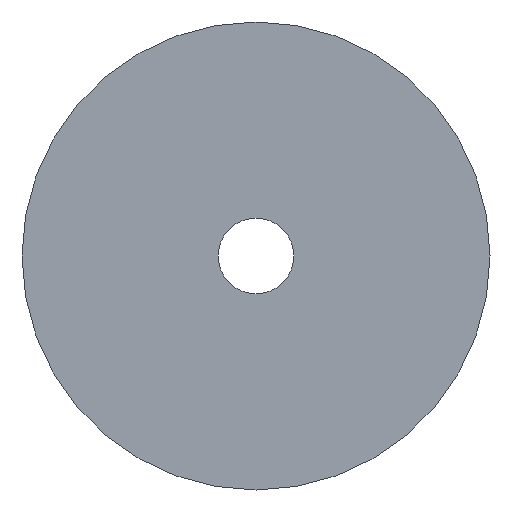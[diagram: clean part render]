
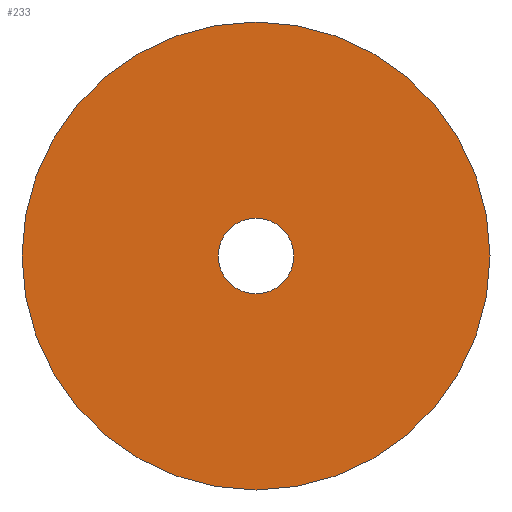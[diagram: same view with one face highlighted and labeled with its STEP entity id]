
A CAD part, front view. The second image highlights one B-rep face of the part: STEP entity #233.
In plain terms, the highlighted planar face has unit normal (0, -1, 0).
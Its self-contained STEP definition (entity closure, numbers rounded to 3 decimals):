
#2 = DIRECTION ( 'NONE',  ( 0., 1., 0. ) ) ;
#6 = CARTESIAN_POINT ( 'NONE',  ( 0., 0., 0. ) ) ;
#12 = VERTEX_POINT ( 'NONE', #234 ) ;
#28 = VERTEX_POINT ( 'NONE', #42 ) ;
#31 = PLANE ( 'NONE',  #178 ) ;
#33 = ORIENTED_EDGE ( 'NONE', *, *, #81, .F. ) ;
#37 = VERTEX_POINT ( 'NONE', #39 ) ;
#39 = CARTESIAN_POINT ( 'NONE',  ( 0., 0., 17. ) ) ;
#41 = AXIS2_PLACEMENT_3D ( 'NONE', #51, #216, #245 ) ;
#42 = CARTESIAN_POINT ( 'NONE',  ( 0., 0., -17. ) ) ;
#51 = CARTESIAN_POINT ( 'NONE',  ( 0., 0., 0. ) ) ;
#57 = DIRECTION ( 'NONE',  ( 0., 0., 1. ) ) ;
#60 = FACE_OUTER_BOUND ( 'NONE', #237, .T. ) ;
#65 = EDGE_LOOP ( 'NONE', ( #204, #268 ) ) ;
#72 = AXIS2_PLACEMENT_3D ( 'NONE', #133, #2, #240 ) ;
#76 = CARTESIAN_POINT ( 'NONE',  ( 0., 0., 0. ) ) ;
#78 = EDGE_CURVE ( 'NONE', #100, #12, #271, .T. ) ;
#81 = EDGE_CURVE ( 'NONE', #28, #37, #196, .T. ) ;
#91 = AXIS2_PLACEMENT_3D ( 'NONE', #206, #226, #161 ) ;
#96 = ORIENTED_EDGE ( 'NONE', *, *, #235, .F. ) ;
#100 = VERTEX_POINT ( 'NONE', #134 ) ;
#131 = EDGE_CURVE ( 'NONE', #12, #100, #190, .T. ) ;
#133 = CARTESIAN_POINT ( 'NONE',  ( 0., 0., 0. ) ) ;
#134 = CARTESIAN_POINT ( 'NONE',  ( 0., 0., 2.75 ) ) ;
#136 = FACE_BOUND ( 'NONE', #65, .T. ) ;
#161 = DIRECTION ( 'NONE',  ( 0., 0., 1. ) ) ;
#171 = DIRECTION ( 'NONE',  ( 0., 1., 0. ) ) ;
#178 = AXIS2_PLACEMENT_3D ( 'NONE', #76, #253, #57 ) ;
#190 = CIRCLE ( 'NONE', #72, 2.75 ) ;
#196 = CIRCLE ( 'NONE', #238, 17. ) ;
#204 = ORIENTED_EDGE ( 'NONE', *, *, #78, .T. ) ;
#206 = CARTESIAN_POINT ( 'NONE',  ( 0., 0., 0. ) ) ;
#216 = DIRECTION ( 'NONE',  ( 0., 1., 0. ) ) ;
#222 = CIRCLE ( 'NONE', #91, 17. ) ;
#226 = DIRECTION ( 'NONE',  ( 0., 1., 0. ) ) ;
#233 = ADVANCED_FACE ( 'NONE', ( #136, #60 ), #31, .F. ) ;
#234 = CARTESIAN_POINT ( 'NONE',  ( 0., 0., -2.75 ) ) ;
#235 = EDGE_CURVE ( 'NONE', #37, #28, #222, .T. ) ;
#237 = EDGE_LOOP ( 'NONE', ( #33, #96 ) ) ;
#238 = AXIS2_PLACEMENT_3D ( 'NONE', #6, #171, #262 ) ;
#240 = DIRECTION ( 'NONE',  ( 0., 0., 1. ) ) ;
#245 = DIRECTION ( 'NONE',  ( 0., 0., 1. ) ) ;
#253 = DIRECTION ( 'NONE',  ( 0., 1., 0. ) ) ;
#262 = DIRECTION ( 'NONE',  ( 0., 0., 1. ) ) ;
#268 = ORIENTED_EDGE ( 'NONE', *, *, #131, .T. ) ;
#271 = CIRCLE ( 'NONE', #41, 2.75 ) ;
